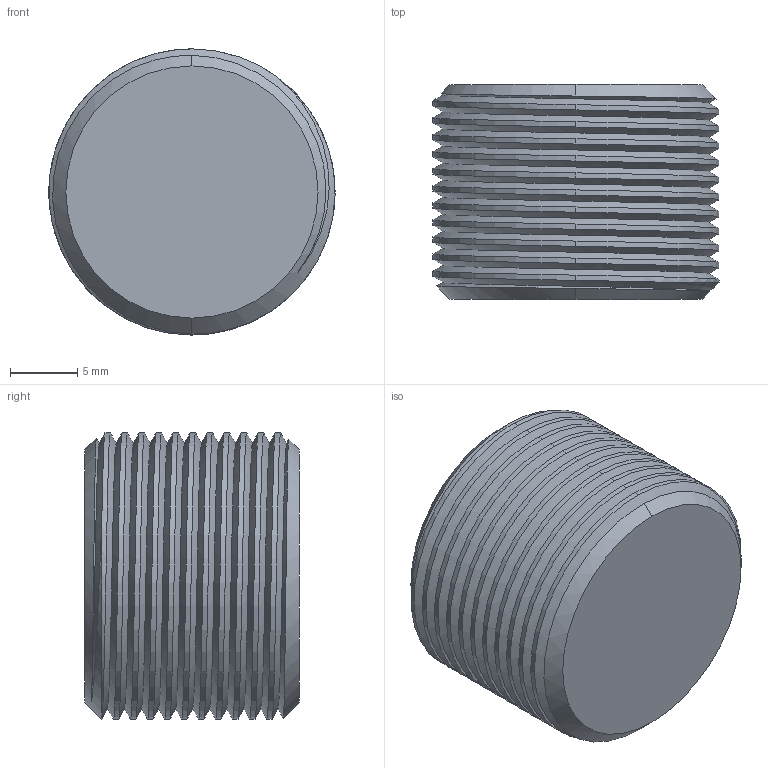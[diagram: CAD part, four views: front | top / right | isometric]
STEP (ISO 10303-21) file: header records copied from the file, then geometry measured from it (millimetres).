
FILE_DESCRIPTION (( 'STEP AP203' ), '1' );
FILE_NAME ('BFRHP-12.step', '2016-02-15T20:06:10', ( '' ), ( '' ), 'SwSTEP 2.0', 'SolidWorks 2015', '' );
FILE_SCHEMA (( 'CONFIG_CONTROL_DESIGN' ));
Length unit declared in the file: inch
Products named in the file (1): BFRHP-12
Bounding box: 21.33 x 16 x 21.34 mm (x, y, z)
Volume: 4841.9 mm3; surface area: 2503.8 mm2
Topology: 1 solids, 1 shells, 37 faces, 101 edges, 67 vertices
Faces by surface type: cylinder 22, plane 9, cone 4, bspline 2
Entity records: 2671 total; most frequent: CARTESIAN_POINT 1802, ORIENTED_EDGE 202, DIRECTION 127, EDGE_CURVE 101, VERTEX_POINT 67, LINE 43, VECTOR 43, AXIS2_PLACEMENT_3D 42
